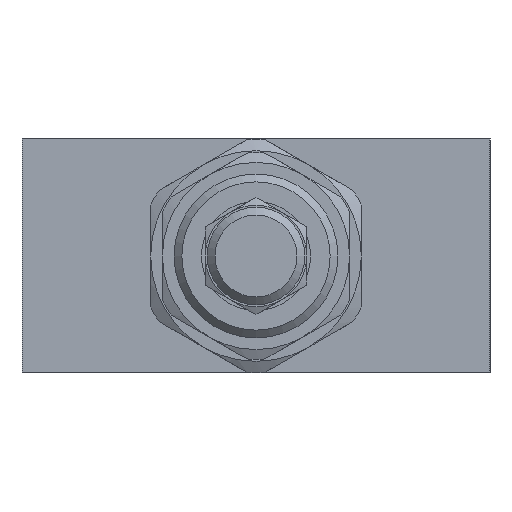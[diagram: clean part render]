
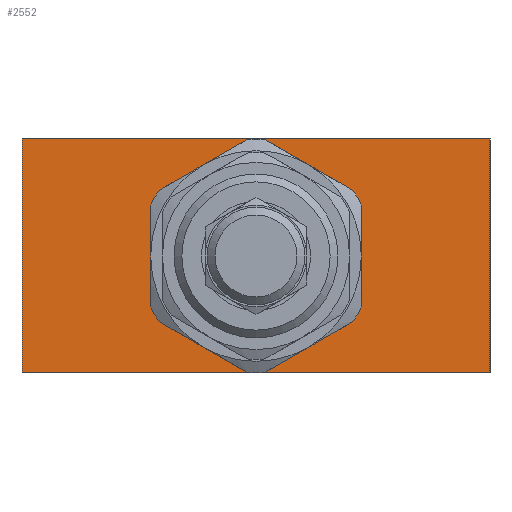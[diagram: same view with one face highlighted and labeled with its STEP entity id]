
A CAD part, left-side view. The second image highlights one B-rep face of the part: STEP entity #2552.
In plain terms, the highlighted planar face has unit normal (-1, 0, 0).
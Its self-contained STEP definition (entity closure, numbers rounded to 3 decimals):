
#58=LINE('',#3807,#134);
#59=LINE('',#3810,#135);
#60=LINE('',#3812,#136);
#61=LINE('',#3814,#137);
#134=VECTOR('',#3142,1000.);
#135=VECTOR('',#3143,1000.);
#136=VECTOR('',#3144,1000.);
#137=VECTOR('',#3145,1000.);
#295=PLANE('',#2742);
#638=ORIENTED_EDGE('',*,*,#959,.T.);
#639=ORIENTED_EDGE('',*,*,#960,.F.);
#640=ORIENTED_EDGE('',*,*,#961,.T.);
#641=ORIENTED_EDGE('',*,*,#962,.T.);
#642=ORIENTED_EDGE('',*,*,#958,.T.);
#958=EDGE_CURVE('',#1138,#1138,#1260,.F.);
#959=EDGE_CURVE('',#1139,#1140,#58,.T.);
#960=EDGE_CURVE('',#1141,#1140,#59,.T.);
#961=EDGE_CURVE('',#1141,#1142,#60,.T.);
#962=EDGE_CURVE('',#1142,#1139,#61,.T.);
#1138=VERTEX_POINT('',#3805);
#1139=VERTEX_POINT('',#3808);
#1140=VERTEX_POINT('',#3809);
#1141=VERTEX_POINT('',#3811);
#1142=VERTEX_POINT('',#3813);
#1260=CIRCLE('',#2741,13.);
#1386=EDGE_LOOP('',(#638,#639,#640,#641));
#1387=EDGE_LOOP('',(#642));
#1540=FACE_BOUND('',#1386,.T.);
#1541=FACE_BOUND('',#1387,.T.);
#2552=ADVANCED_FACE('',(#1540,#1541),#295,.T.);
#2741=AXIS2_PLACEMENT_3D('',#3804,#3138,#3139);
#2742=AXIS2_PLACEMENT_3D('',#3806,#3140,#3141);
#3138=DIRECTION('',(-1.,0.,0.));
#3139=DIRECTION('',(0.,0.,1.));
#3140=DIRECTION('',(-1.,0.,0.));
#3141=DIRECTION('',(0.,0.,1.));
#3142=DIRECTION('',(0.,1.,0.));
#3143=DIRECTION('',(0.,0.,1.));
#3144=DIRECTION('',(0.,-1.,0.));
#3145=DIRECTION('',(0.,0.,1.));
#3804=CARTESIAN_POINT('',(0.5,30.,15.));
#3805=CARTESIAN_POINT('',(0.5,30.,28.));
#3806=CARTESIAN_POINT('',(0.5,0.,0.));
#3807=CARTESIAN_POINT('',(0.5,0.,30.));
#3808=CARTESIAN_POINT('',(0.5,0.,30.));
#3809=CARTESIAN_POINT('',(0.5,60.,30.));
#3810=CARTESIAN_POINT('',(0.5,60.,0.));
#3811=CARTESIAN_POINT('',(0.5,60.,0.));
#3812=CARTESIAN_POINT('',(0.5,60.,0.));
#3813=CARTESIAN_POINT('',(0.5,0.,0.));
#3814=CARTESIAN_POINT('',(0.5,0.,0.));
